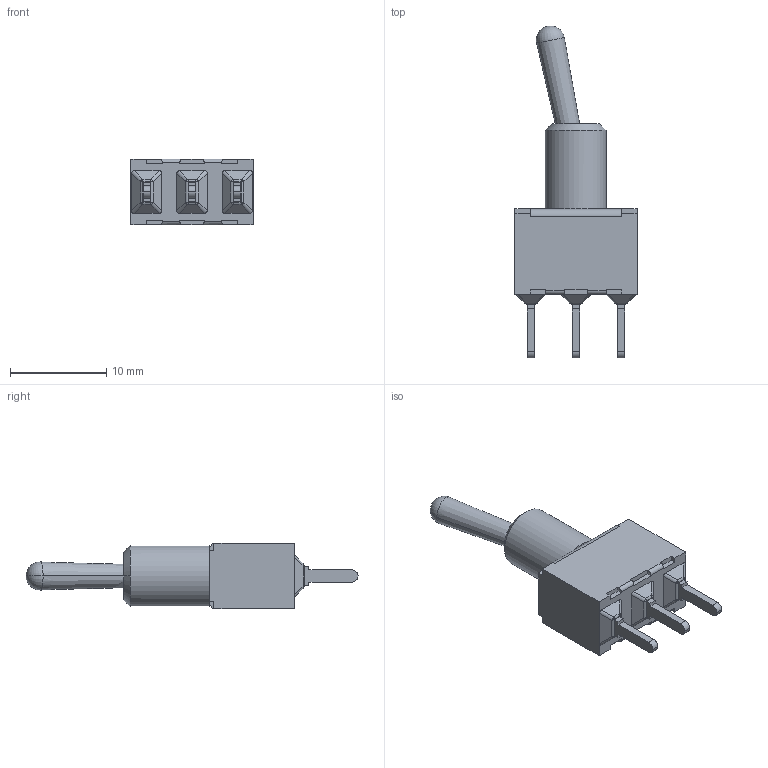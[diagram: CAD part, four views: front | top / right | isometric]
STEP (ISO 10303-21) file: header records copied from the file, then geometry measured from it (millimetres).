
FILE_DESCRIPTION (( 'STEP AP214' ), '1' );
FILE_NAME ('100SP3T1B1M2QEH.STEP', '2022-07-25T09:25:24', ( '' ), ( '' ), 'SwSTEP 2.0', 'SolidWorks 2017', '' );
FILE_SCHEMA (( 'AUTOMOTIVE_DESIGN' ));
Length unit declared in the file: millimetre
Products named in the file (2): 100SP3T1B1M2QEH
Assembly tree (1 placements, depth 2):
  100SP3T1B1M2QEH
    100SP3T1B1M2QEH
Bounding box: 12.7 x 34.52 x 6.86 mm (x, y, z)
Surface area: 1143.1 mm2 (no closed solid volume)
Topology: 0 solids, 5 shells, 208 faces, 527 edges, 332 vertices
Faces by surface type: plane 141, cylinder 45, bspline 14, cone 6, torus 2
Entity records: 6407 total; most frequent: CARTESIAN_POINT 1413, ORIENTED_EDGE 1044, DIRECTION 978, EDGE_CURVE 523, LINE 392, VECTOR 392, VERTEX_POINT 332, AXIS2_PLACEMENT_3D 293
